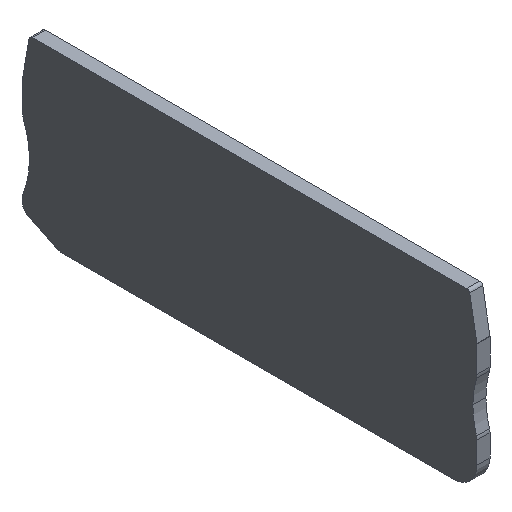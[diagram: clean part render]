
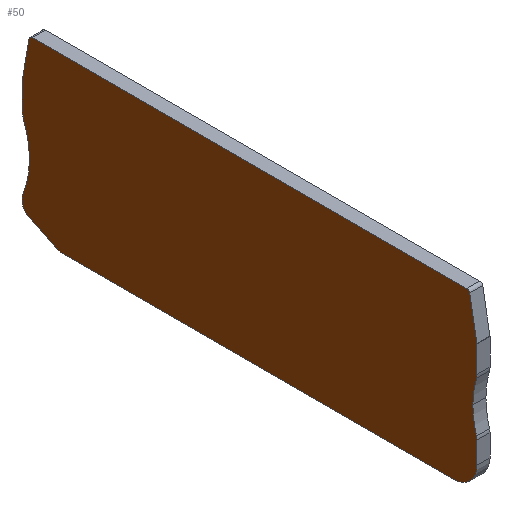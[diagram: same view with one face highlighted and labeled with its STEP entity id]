
A CAD part, isometric view. The second image highlights one B-rep face of the part: STEP entity #50.
In plain terms, the highlighted planar face has unit normal (-1, 0, 0).
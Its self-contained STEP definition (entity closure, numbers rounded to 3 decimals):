
#50=ADVANCED_FACE('',(#81),#82,.T.);
#81=FACE_OUTER_BOUND('',#133,.T.);
#82=PLANE('',#134);
#133=EDGE_LOOP('',(#225,#226,#227,#228,#229,#230,#231,#232,#233,#234,#235,#236,#237,#238,#239,#240,#241,#242,#243,#244,#245,#246,#247,#248));
#134=AXIS2_PLACEMENT_3D('',#249,#250,#251);
#225=ORIENTED_EDGE('',*,*,#431,.T.);
#226=ORIENTED_EDGE('',*,*,#432,.T.);
#227=ORIENTED_EDGE('',*,*,#433,.T.);
#228=ORIENTED_EDGE('',*,*,#434,.T.);
#229=ORIENTED_EDGE('',*,*,#435,.T.);
#230=ORIENTED_EDGE('',*,*,#436,.T.);
#231=ORIENTED_EDGE('',*,*,#437,.T.);
#232=ORIENTED_EDGE('',*,*,#438,.T.);
#233=ORIENTED_EDGE('',*,*,#439,.T.);
#234=ORIENTED_EDGE('',*,*,#440,.T.);
#235=ORIENTED_EDGE('',*,*,#441,.T.);
#236=ORIENTED_EDGE('',*,*,#442,.T.);
#237=ORIENTED_EDGE('',*,*,#443,.F.);
#238=ORIENTED_EDGE('',*,*,#444,.T.);
#239=ORIENTED_EDGE('',*,*,#445,.F.);
#240=ORIENTED_EDGE('',*,*,#446,.T.);
#241=ORIENTED_EDGE('',*,*,#447,.T.);
#242=ORIENTED_EDGE('',*,*,#448,.T.);
#243=ORIENTED_EDGE('',*,*,#449,.T.);
#244=ORIENTED_EDGE('',*,*,#450,.F.);
#245=ORIENTED_EDGE('',*,*,#403,.T.);
#246=ORIENTED_EDGE('',*,*,#401,.T.);
#247=ORIENTED_EDGE('',*,*,#451,.T.);
#248=ORIENTED_EDGE('',*,*,#430,.T.);
#249=CARTESIAN_POINT('',(1.0,-14.,-8.55));
#250=DIRECTION('',(-1.0,0.0,0.));
#251=DIRECTION('',(0.,0.,-1.0));
#401=EDGE_CURVE('',#476,#474,#477,.T.);
#403=EDGE_CURVE('',#479,#476,#480,.T.);
#430=EDGE_CURVE('',#527,#529,#531,.T.);
#431=EDGE_CURVE('',#529,#532,#533,.T.);
#432=EDGE_CURVE('',#532,#534,#535,.T.);
#433=EDGE_CURVE('',#534,#536,#537,.T.);
#434=EDGE_CURVE('',#536,#538,#539,.T.);
#435=EDGE_CURVE('',#538,#540,#541,.T.);
#436=EDGE_CURVE('',#540,#542,#543,.T.);
#437=EDGE_CURVE('',#542,#544,#545,.T.);
#438=EDGE_CURVE('',#544,#546,#547,.T.);
#439=EDGE_CURVE('',#546,#548,#549,.T.);
#440=EDGE_CURVE('',#548,#550,#551,.T.);
#441=EDGE_CURVE('',#550,#552,#553,.T.);
#442=EDGE_CURVE('',#552,#554,#555,.T.);
#443=EDGE_CURVE('',#556,#554,#557,.T.);
#444=EDGE_CURVE('',#556,#558,#559,.T.);
#445=EDGE_CURVE('',#560,#558,#561,.T.);
#446=EDGE_CURVE('',#560,#562,#563,.T.);
#447=EDGE_CURVE('',#562,#564,#565,.T.);
#448=EDGE_CURVE('',#564,#566,#567,.T.);
#449=EDGE_CURVE('',#566,#568,#569,.T.);
#450=EDGE_CURVE('',#479,#568,#570,.T.);
#451=EDGE_CURVE('',#474,#527,#571,.T.);
#474=VERTEX_POINT('',#595);
#476=VERTEX_POINT('',#598);
#477=LINE('',#599,#600);
#479=VERTEX_POINT('',#603);
#480=CIRCLE('',#604,0.4);
#527=VERTEX_POINT('',#660);
#529=VERTEX_POINT('',#663);
#531=LINE('',#666,#667);
#532=VERTEX_POINT('',#668);
#533=CIRCLE('',#669,0.5);
#534=VERTEX_POINT('',#670);
#535=LINE('',#671,#672);
#536=VERTEX_POINT('',#673);
#537=CIRCLE('',#674,0.4);
#538=VERTEX_POINT('',#675);
#539=LINE('',#676,#677);
#540=VERTEX_POINT('',#678);
#541=CIRCLE('',#679,2.0);
#542=VERTEX_POINT('',#680);
#543=CIRCLE('',#681,15.0);
#544=VERTEX_POINT('',#682);
#545=CIRCLE('',#683,15.0);
#546=VERTEX_POINT('',#684);
#547=CIRCLE('',#685,2.0);
#548=VERTEX_POINT('',#686);
#549=LINE('',#687,#688);
#550=VERTEX_POINT('',#689);
#551=CIRCLE('',#690,2.0);
#552=VERTEX_POINT('',#691);
#553=LINE('',#692,#693);
#554=VERTEX_POINT('',#694);
#555=CIRCLE('',#695,2.0);
#556=VERTEX_POINT('',#696);
#557=LINE('',#697,#698);
#558=VERTEX_POINT('',#699);
#559=CIRCLE('',#700,4.0);
#560=VERTEX_POINT('',#701);
#561=LINE('',#702,#703);
#562=VERTEX_POINT('',#704);
#563=CIRCLE('',#705,2.0);
#564=VERTEX_POINT('',#706);
#565=CIRCLE('',#707,15.0);
#566=VERTEX_POINT('',#708);
#567=CIRCLE('',#709,15.0);
#568=VERTEX_POINT('',#710);
#569=CIRCLE('',#711,2.0);
#570=LINE('',#712,#713);
#571=CIRCLE('',#714,0.5);
#595=CARTESIAN_POINT('',(1.,-56.492,19.587));
#598=CARTESIAN_POINT('',(1.,-57.694,12.772));
#599=CARTESIAN_POINT('',(1.,-57.694,12.772));
#600=VECTOR('',#755,6.92);
#603=CARTESIAN_POINT('',(1.,-57.7,12.702));
#604=AXIS2_PLACEMENT_3D('',#757,#758,#759);
#660=CARTESIAN_POINT('',(1.,-56.,20.));
#663=CARTESIAN_POINT('',(1.,17.5,20.));
#666=CARTESIAN_POINT('',(1.,-56.,20.));
#667=VECTOR('',#816,73.5);
#668=CARTESIAN_POINT('',(1.,17.992,19.587));
#669=AXIS2_PLACEMENT_3D('',#817,#818,#819);
#670=CARTESIAN_POINT('',(1.,19.194,12.772));
#671=CARTESIAN_POINT('',(1.,17.992,19.587));
#672=VECTOR('',#820,6.92);
#673=CARTESIAN_POINT('',(1.,19.2,12.702));
#674=AXIS2_PLACEMENT_3D('',#821,#822,#823);
#675=CARTESIAN_POINT('',(1.,19.2,8.354));
#676=CARTESIAN_POINT('',(1.,19.2,12.702));
#677=VECTOR('',#824,4.348);
#678=CARTESIAN_POINT('',(1.0,19.053,7.6));
#679=AXIS2_PLACEMENT_3D('',#825,#826,#827);
#680=CARTESIAN_POINT('',(1.0,17.948,1.95));
#681=AXIS2_PLACEMENT_3D('',#828,#829,#830);
#682=CARTESIAN_POINT('',(1.0,19.053,-3.7));
#683=AXIS2_PLACEMENT_3D('',#831,#832,#833);
#684=CARTESIAN_POINT('',(1.0,19.2,-4.454));
#685=AXIS2_PLACEMENT_3D('',#834,#835,#836);
#686=CARTESIAN_POINT('',(1.0,19.2,-4.676));
#687=CARTESIAN_POINT('',(1.0,19.2,-4.454));
#688=VECTOR('',#837,0.222);
#689=CARTESIAN_POINT('',(1.0,18.092,-6.466));
#690=AXIS2_PLACEMENT_3D('',#838,#839,#840);
#691=CARTESIAN_POINT('',(1.0,13.33,-8.84));
#692=CARTESIAN_POINT('',(1.0,18.092,-6.466));
#693=VECTOR('',#841,5.321);
#694=CARTESIAN_POINT('',(1.0,12.438,-9.05));
#695=AXIS2_PLACEMENT_3D('',#842,#843,#844);
#696=CARTESIAN_POINT('',(1.0,-53.7,-9.05));
#697=CARTESIAN_POINT('',(1.0,-53.7,-9.05));
#698=VECTOR('',#845,66.138);
#699=CARTESIAN_POINT('',(1.0,-57.7,-5.05));
#700=AXIS2_PLACEMENT_3D('',#846,#847,#848);
#701=CARTESIAN_POINT('',(1.0,-57.7,-1.347));
#702=CARTESIAN_POINT('',(1.0,-57.7,-1.347));
#703=VECTOR('',#849,3.703);
#704=CARTESIAN_POINT('',(1.0,-57.619,-0.783));
#705=AXIS2_PLACEMENT_3D('',#850,#851,#852);
#706=CARTESIAN_POINT('',(1.0,-57.009,3.45));
#707=AXIS2_PLACEMENT_3D('',#853,#854,#855);
#708=CARTESIAN_POINT('',(1.0,-57.619,7.683));
#709=AXIS2_PLACEMENT_3D('',#856,#857,#858);
#710=CARTESIAN_POINT('',(1.,-57.7,8.247));
#711=AXIS2_PLACEMENT_3D('',#859,#860,#861);
#712=CARTESIAN_POINT('',(1.,-57.7,12.702));
#713=VECTOR('',#862,4.455);
#714=AXIS2_PLACEMENT_3D('',#863,#864,#865);
#755=DIRECTION('',(0.,0.174,0.985));
#757=CARTESIAN_POINT('',(1.,-57.3,12.702));
#758=DIRECTION('',(-1.0,0.0,0.));
#759=DIRECTION('',(0.,-1.0,0.));
#816=DIRECTION('',(0.,1.0,0.));
#817=CARTESIAN_POINT('',(1.,17.5,19.5));
#818=DIRECTION('',(-1.0,0.0,0.));
#819=DIRECTION('',(0.,0.,1.0));
#820=DIRECTION('',(0.,0.174,-0.985));
#821=CARTESIAN_POINT('',(1.,18.8,12.702));
#822=DIRECTION('',(-1.0,0.0,0.));
#823=DIRECTION('',(0.,0.985,0.174));
#824=DIRECTION('',(0.,0.,-1.0));
#825=CARTESIAN_POINT('',(1.,17.2,8.354));
#826=DIRECTION('',(-1.0,0.0,0.));
#827=DIRECTION('',(0.,1.0,0.));
#828=CARTESIAN_POINT('',(1.0,32.948,1.95));
#829=DIRECTION('',(1.0,0.0,0.));
#830=DIRECTION('',(0.,-0.926,0.377));
#831=CARTESIAN_POINT('',(1.0,32.948,1.95));
#832=DIRECTION('',(1.0,0.0,0.));
#833=DIRECTION('',(0.,-1.0,0.));
#834=CARTESIAN_POINT('',(1.0,17.2,-4.454));
#835=DIRECTION('',(-1.0,0.0,0.));
#836=DIRECTION('',(0.,0.926,0.377));
#837=DIRECTION('',(0.,0.,-1.0));
#838=CARTESIAN_POINT('',(1.0,17.2,-4.676));
#839=DIRECTION('',(-1.0,0.0,0.));
#840=DIRECTION('',(0.,1.0,0.));
#841=DIRECTION('',(0.,-0.895,-0.446));
#842=CARTESIAN_POINT('',(1.0,12.438,-7.05));
#843=DIRECTION('',(-1.0,0.0,0.));
#844=DIRECTION('',(0.,0.446,-0.895));
#845=DIRECTION('',(0.,1.0,0.));
#846=CARTESIAN_POINT('',(1.0,-53.7,-5.05));
#847=DIRECTION('',(-1.0,0.0,0.));
#848=DIRECTION('',(0.,0.,-1.0));
#849=DIRECTION('',(0.,0.,-1.0));
#850=CARTESIAN_POINT('',(1.0,-55.7,-1.347));
#851=DIRECTION('',(-1.0,0.0,0.));
#852=DIRECTION('',(0.,-1.0,0.));
#853=CARTESIAN_POINT('',(1.0,-72.009,3.45));
#854=DIRECTION('',(1.0,0.0,0.));
#855=DIRECTION('',(0.,0.959,-0.282));
#856=CARTESIAN_POINT('',(1.0,-72.009,3.45));
#857=DIRECTION('',(1.0,0.0,0.));
#858=DIRECTION('',(0.,1.0,0.));
#859=CARTESIAN_POINT('',(1.,-55.7,8.247));
#860=DIRECTION('',(-1.0,0.0,0.));
#861=DIRECTION('',(0.,-0.959,-0.282));
#862=DIRECTION('',(0.,0.,-1.0));
#863=CARTESIAN_POINT('',(1.,-56.,19.5));
#864=DIRECTION('',(-1.0,0.0,0.));
#865=DIRECTION('',(0.,-0.985,0.174));
